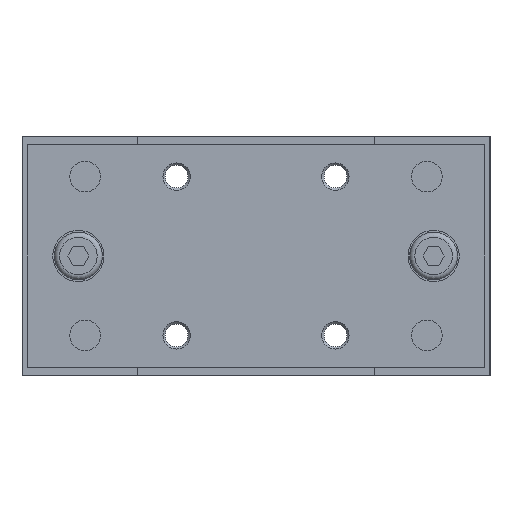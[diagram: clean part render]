
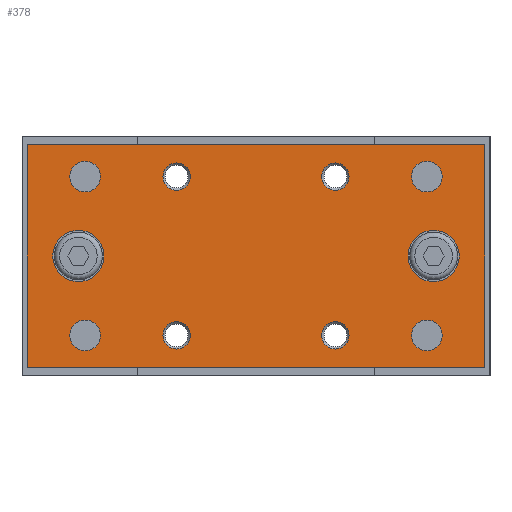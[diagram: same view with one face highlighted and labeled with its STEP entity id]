
A CAD part, left-side view. The second image highlights one B-rep face of the part: STEP entity #378.
In plain terms, the highlighted planar face has unit normal (-1, 0, 0).
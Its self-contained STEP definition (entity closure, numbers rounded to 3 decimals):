
#378 = ADVANCED_FACE( '', ( #935, #936, #937, #938, #939, #940, #941, #942, #943, #944, #945 ), #946, .F. );
#935 = FACE_BOUND( '', #1712, .T. );
#936 = FACE_BOUND( '', #1713, .T. );
#937 = FACE_BOUND( '', #1714, .T. );
#938 = FACE_BOUND( '', #1715, .T. );
#939 = FACE_BOUND( '', #1716, .T. );
#940 = FACE_BOUND( '', #1717, .T. );
#941 = FACE_BOUND( '', #1718, .T. );
#942 = FACE_BOUND( '', #1719, .T. );
#943 = FACE_BOUND( '', #1720, .T. );
#944 = FACE_BOUND( '', #1721, .T. );
#945 = FACE_OUTER_BOUND( '', #1722, .T. );
#946 = PLANE( '', #1723 );
#1712 = EDGE_LOOP( '', ( #2817 ) );
#1713 = EDGE_LOOP( '', ( #2818 ) );
#1714 = EDGE_LOOP( '', ( #2819 ) );
#1715 = EDGE_LOOP( '', ( #2820 ) );
#1716 = EDGE_LOOP( '', ( #2821 ) );
#1717 = EDGE_LOOP( '', ( #2822 ) );
#1718 = EDGE_LOOP( '', ( #2823 ) );
#1719 = EDGE_LOOP( '', ( #2824 ) );
#1720 = EDGE_LOOP( '', ( #2825 ) );
#1721 = EDGE_LOOP( '', ( #2826 ) );
#1722 = EDGE_LOOP( '', ( #2827, #2828, #2829, #2830 ) );
#1723 = AXIS2_PLACEMENT_3D( '', #2831, #2832, #2833 );
#2817 = ORIENTED_EDGE( '', *, *, #4353, .F. );
#2818 = ORIENTED_EDGE( '', *, *, #4354, .F. );
#2819 = ORIENTED_EDGE( '', *, *, #4018, .T. );
#2820 = ORIENTED_EDGE( '', *, *, #4355, .T. );
#2821 = ORIENTED_EDGE( '', *, *, #4356, .T. );
#2822 = ORIENTED_EDGE( '', *, *, #4307, .T. );
#2823 = ORIENTED_EDGE( '', *, *, #4357, .T. );
#2824 = ORIENTED_EDGE( '', *, *, #4274, .T. );
#2825 = ORIENTED_EDGE( '', *, *, #4358, .T. );
#2826 = ORIENTED_EDGE( '', *, *, #4359, .T. );
#2827 = ORIENTED_EDGE( '', *, *, #4360, .T. );
#2828 = ORIENTED_EDGE( '', *, *, #4361, .F. );
#2829 = ORIENTED_EDGE( '', *, *, #4362, .F. );
#2830 = ORIENTED_EDGE( '', *, *, #4221, .T. );
#2831 = CARTESIAN_POINT( '', ( -111., 67., 32.5 ) );
#2832 = DIRECTION( '', ( 1., 0., 0. ) );
#2833 = DIRECTION( '', ( 0., 0., -1. ) );
#4018 = EDGE_CURVE( '', #4711, #4711, #4712, .T. );
#4221 = EDGE_CURVE( '', #5073, #5071, #5074, .T. );
#4274 = EDGE_CURVE( '', #5153, #5153, #5154, .T. );
#4307 = EDGE_CURVE( '', #5206, #5206, #5207, .T. );
#4353 = EDGE_CURVE( '', #5273, #5273, #5274, .F. );
#4354 = EDGE_CURVE( '', #5275, #5275, #5276, .F. );
#4355 = EDGE_CURVE( '', #5277, #5277, #5278, .T. );
#4356 = EDGE_CURVE( '', #5279, #5279, #5280, .T. );
#4357 = EDGE_CURVE( '', #5281, #5281, #5282, .T. );
#4358 = EDGE_CURVE( '', #5283, #5283, #5284, .T. );
#4359 = EDGE_CURVE( '', #5285, #5285, #5286, .T. );
#4360 = EDGE_CURVE( '', #5071, #5287, #5288, .T. );
#4361 = EDGE_CURVE( '', #5289, #5287, #5290, .T. );
#4362 = EDGE_CURVE( '', #5073, #5289, #5291, .T. );
#4711 = VERTEX_POINT( '', #5731 );
#4712 = CIRCLE( '', #5732, 4. );
#5071 = VERTEX_POINT( '', #6188 );
#5073 = VERTEX_POINT( '', #6191 );
#5074 = LINE( '', #6192, #6193 );
#5153 = VERTEX_POINT( '', #6293 );
#5154 = CIRCLE( '', #6294, 4. );
#5206 = VERTEX_POINT( '', #6359 );
#5207 = CIRCLE( '', #6360, 4.5 );
#5273 = VERTEX_POINT( '', #6445 );
#5274 = CIRCLE( '', #6446, 7.5 );
#5275 = VERTEX_POINT( '', #6447 );
#5276 = CIRCLE( '', #6448, 7.5 );
#5277 = VERTEX_POINT( '', #6449 );
#5278 = CIRCLE( '', #6450, 4. );
#5279 = VERTEX_POINT( '', #6451 );
#5280 = CIRCLE( '', #6452, 4.5 );
#5281 = VERTEX_POINT( '', #6453 );
#5282 = CIRCLE( '', #6454, 4. );
#5283 = VERTEX_POINT( '', #6455 );
#5284 = CIRCLE( '', #6456, 4.5 );
#5285 = VERTEX_POINT( '', #6457 );
#5286 = CIRCLE( '', #6458, 4.5 );
#5287 = VERTEX_POINT( '', #6459 );
#5288 = LINE( '', #6460, #6461 );
#5289 = VERTEX_POINT( '', #6462 );
#5290 = LINE( '', #6463, #6464 );
#5291 = LINE( '', #6465, #6466 );
#5731 = CARTESIAN_POINT( '', ( -111., -23.25, -27.25 ) );
#5732 = AXIS2_PLACEMENT_3D( '', #7035, #7036, #7037 );
#6188 = CARTESIAN_POINT( '', ( -111., 67., -32.5 ) );
#6191 = CARTESIAN_POINT( '', ( -111., 67., 32.5 ) );
#6192 = CARTESIAN_POINT( '', ( -111., 67., 32.5 ) );
#6193 = VECTOR( '', #7346, 1000. );
#6293 = CARTESIAN_POINT( '', ( -111., 23.25, 19.25 ) );
#6294 = AXIS2_PLACEMENT_3D( '', #7410, #7411, #7412 );
#6359 = CARTESIAN_POINT( '', ( -111., 50., -27.75 ) );
#6360 = AXIS2_PLACEMENT_3D( '', #7456, #7457, #7458 );
#6445 = CARTESIAN_POINT( '', ( -111., -52., -7.5 ) );
#6446 = AXIS2_PLACEMENT_3D( '', #7505, #7506, #7507 );
#6447 = CARTESIAN_POINT( '', ( -111., 52., -7.5 ) );
#6448 = AXIS2_PLACEMENT_3D( '', #7508, #7509, #7510 );
#6449 = CARTESIAN_POINT( '', ( -111., 23.25, -27.25 ) );
#6450 = AXIS2_PLACEMENT_3D( '', #7511, #7512, #7513 );
#6451 = CARTESIAN_POINT( '', ( -111., -50., -27.75 ) );
#6452 = AXIS2_PLACEMENT_3D( '', #7514, #7515, #7516 );
#6453 = CARTESIAN_POINT( '', ( -111., -23.25, 19.25 ) );
#6454 = AXIS2_PLACEMENT_3D( '', #7517, #7518, #7519 );
#6455 = CARTESIAN_POINT( '', ( -111., -50., 18.75 ) );
#6456 = AXIS2_PLACEMENT_3D( '', #7520, #7521, #7522 );
#6457 = CARTESIAN_POINT( '', ( -111., 50., 18.75 ) );
#6458 = AXIS2_PLACEMENT_3D( '', #7523, #7524, #7525 );
#6459 = CARTESIAN_POINT( '', ( -111., -67., -32.5 ) );
#6460 = CARTESIAN_POINT( '', ( -111., 67., -32.5 ) );
#6461 = VECTOR( '', #7526, 1000. );
#6462 = CARTESIAN_POINT( '', ( -111., -67., 32.5 ) );
#6463 = CARTESIAN_POINT( '', ( -111., -67., 32.5 ) );
#6464 = VECTOR( '', #7527, 1000. );
#6465 = CARTESIAN_POINT( '', ( -111., 67., 32.5 ) );
#6466 = VECTOR( '', #7528, 1000. );
#7035 = CARTESIAN_POINT( '', ( -111., -23.25, -23.25 ) );
#7036 = DIRECTION( '', ( 1., 0., 0. ) );
#7037 = DIRECTION( '', ( 0., 0., -1. ) );
#7346 = DIRECTION( '', ( 0., 0., -1. ) );
#7410 = CARTESIAN_POINT( '', ( -111., 23.25, 23.25 ) );
#7411 = DIRECTION( '', ( 1., 0., 0. ) );
#7412 = DIRECTION( '', ( 0., 0., -1. ) );
#7456 = CARTESIAN_POINT( '', ( -111., 50., -23.25 ) );
#7457 = DIRECTION( '', ( 1., 0., 0. ) );
#7458 = DIRECTION( '', ( 0., 0., -1. ) );
#7505 = CARTESIAN_POINT( '', ( -111., -52., 0. ) );
#7506 = DIRECTION( '', ( 1., 0., 0. ) );
#7507 = DIRECTION( '', ( 0., 0., -1. ) );
#7508 = CARTESIAN_POINT( '', ( -111., 52., 0. ) );
#7509 = DIRECTION( '', ( 1., 0., 0. ) );
#7510 = DIRECTION( '', ( 0., 0., -1. ) );
#7511 = CARTESIAN_POINT( '', ( -111., 23.25, -23.25 ) );
#7512 = DIRECTION( '', ( 1., 0., 0. ) );
#7513 = DIRECTION( '', ( 0., 0., -1. ) );
#7514 = CARTESIAN_POINT( '', ( -111., -50., -23.25 ) );
#7515 = DIRECTION( '', ( 1., 0., 0. ) );
#7516 = DIRECTION( '', ( 0., 0., -1. ) );
#7517 = CARTESIAN_POINT( '', ( -111., -23.25, 23.25 ) );
#7518 = DIRECTION( '', ( 1., 0., 0. ) );
#7519 = DIRECTION( '', ( 0., 0., -1. ) );
#7520 = CARTESIAN_POINT( '', ( -111., -50., 23.25 ) );
#7521 = DIRECTION( '', ( 1., 0., 0. ) );
#7522 = DIRECTION( '', ( 0., 0., -1. ) );
#7523 = CARTESIAN_POINT( '', ( -111., 50., 23.25 ) );
#7524 = DIRECTION( '', ( 1., 0., 0. ) );
#7525 = DIRECTION( '', ( 0., 0., -1. ) );
#7526 = DIRECTION( '', ( 0., -1., 0. ) );
#7527 = DIRECTION( '', ( 0., 0., -1. ) );
#7528 = DIRECTION( '', ( 0., -1., 0. ) );
